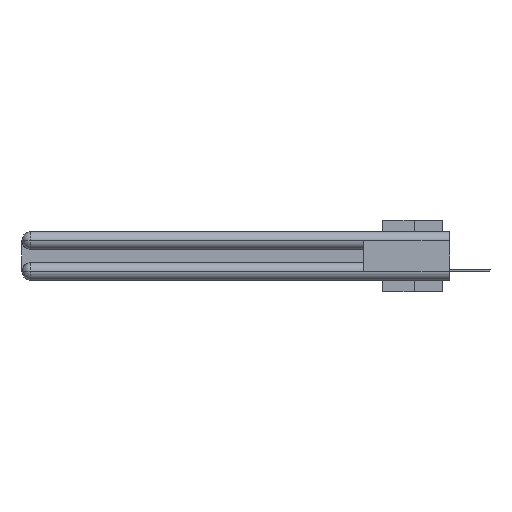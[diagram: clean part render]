
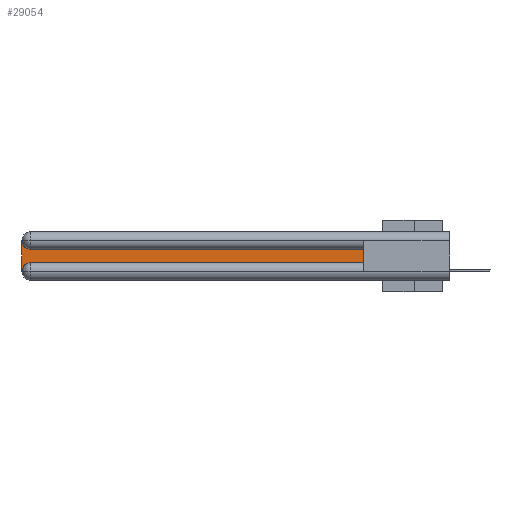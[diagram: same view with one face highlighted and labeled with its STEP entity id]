
A CAD part, left-side view. The second image highlights one B-rep face of the part: STEP entity #29054.
In plain terms, the highlighted planar face has unit normal (-1, 0, 0).
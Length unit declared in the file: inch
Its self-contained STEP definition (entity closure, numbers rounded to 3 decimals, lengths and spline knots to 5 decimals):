
#223 = VECTOR ( 'NONE', #23699, 39.37008 ) ;
#1487 = ORIENTED_EDGE ( 'NONE', *, *, #23683, .T. ) ;
#1852 = EDGE_CURVE ( 'NONE', #2299, #21089, #5971, .T. ) ;
#2299 = VERTEX_POINT ( 'NONE', #32107 ) ;
#3057 = AXIS2_PLACEMENT_3D ( 'NONE', #35850, #32784, #13256 ) ;
#3390 = CARTESIAN_POINT ( 'NONE',  ( 0.075, 3., -0.2175 ) ) ;
#4185 = LINE ( 'NONE', #3390, #223 ) ;
#4802 = DIRECTION ( 'NONE',  ( 1., 0., 0. ) ) ;
#4907 = AXIS2_PLACEMENT_3D ( 'NONE', #35300, #6889, #32226 ) ;
#5971 = LINE ( 'NONE', #7884, #30667 ) ;
#6196 = EDGE_CURVE ( 'NONE', #30023, #2299, #24168, .T. ) ;
#6889 = DIRECTION ( 'NONE',  ( 1., 0., 0. ) ) ;
#7132 = AXIS2_PLACEMENT_3D ( 'NONE', #18958, #4802, #24209 ) ;
#7149 = CARTESIAN_POINT ( 'NONE',  ( 0.075, 2.94, -0.1225 ) ) ;
#7622 = CARTESIAN_POINT ( 'NONE',  ( 0.075, 0.6, -0.2175 ) ) ;
#7884 = CARTESIAN_POINT ( 'NONE',  ( 0.075, 0.6, -0.2175 ) ) ;
#9197 = CARTESIAN_POINT ( 'NONE',  ( 0.075, 0.6, -0.1225 ) ) ;
#9572 = CARTESIAN_POINT ( 'NONE',  ( 0.075, 0.6, -0.1225 ) ) ;
#9966 = VECTOR ( 'NONE', #20720, 39.37008 ) ;
#10473 = DIRECTION ( 'NONE',  ( 0., -1., 0. ) ) ;
#10480 = VERTEX_POINT ( 'NONE', #7149 ) ;
#13117 = PLANE ( 'NONE',  #3057 ) ;
#13256 = DIRECTION ( 'NONE',  ( 0., 0., -1. ) ) ;
#14651 = ORIENTED_EDGE ( 'NONE', *, *, #33611, .T. ) ;
#14826 = CARTESIAN_POINT ( 'NONE',  ( 0.075, 3., -0.2775 ) ) ;
#16143 = ORIENTED_EDGE ( 'NONE', *, *, #1852, .T. ) ;
#16316 = VECTOR ( 'NONE', #10473, 39.37008 ) ;
#16470 = FACE_OUTER_BOUND ( 'NONE', #25333, .T. ) ;
#18958 = CARTESIAN_POINT ( 'NONE',  ( 0.075, 2.94, -0.2775 ) ) ;
#19815 = ORIENTED_EDGE ( 'NONE', *, *, #24866, .T. ) ;
#20720 = DIRECTION ( 'NONE',  ( 0., 1., 0. ) ) ;
#21089 = VERTEX_POINT ( 'NONE', #9572 ) ;
#21353 = VERTEX_POINT ( 'NONE', #14826 ) ;
#22473 = EDGE_CURVE ( 'NONE', #10480, #29302, #29316, .T. ) ;
#23132 = CARTESIAN_POINT ( 'NONE',  ( 0.075, 3., -0.0625 ) ) ;
#23683 = EDGE_CURVE ( 'NONE', #21089, #10480, #27968, .T. ) ;
#23699 = DIRECTION ( 'NONE',  ( 0., 0., -1. ) ) ;
#24168 = LINE ( 'NONE', #7622, #16316 ) ;
#24209 = DIRECTION ( 'NONE',  ( 0., 0., -1. ) ) ;
#24866 = EDGE_CURVE ( 'NONE', #21353, #30023, #25649, .T. ) ;
#25333 = EDGE_LOOP ( 'NONE', ( #1487, #36146, #14651, #19815, #30952, #16143 ) ) ;
#25649 = CIRCLE ( 'NONE', #7132, 0.06 ) ;
#25900 = CARTESIAN_POINT ( 'NONE',  ( 0.075, 2.94, -0.2175 ) ) ;
#27968 = LINE ( 'NONE', #9197, #9966 ) ;
#29054 = ADVANCED_FACE ( 'NONE', ( #16470 ), #13117, .F. ) ;
#29302 = VERTEX_POINT ( 'NONE', #23132 ) ;
#29316 = CIRCLE ( 'NONE', #4907, 0.06 ) ;
#30023 = VERTEX_POINT ( 'NONE', #25900 ) ;
#30667 = VECTOR ( 'NONE', #36365, 39.37008 ) ;
#30952 = ORIENTED_EDGE ( 'NONE', *, *, #6196, .T. ) ;
#32107 = CARTESIAN_POINT ( 'NONE',  ( 0.075, 0.6, -0.2175 ) ) ;
#32226 = DIRECTION ( 'NONE',  ( 0., 0., -1. ) ) ;
#32784 = DIRECTION ( 'NONE',  ( 1., 0., 0. ) ) ;
#33611 = EDGE_CURVE ( 'NONE', #29302, #21353, #4185, .T. ) ;
#35300 = CARTESIAN_POINT ( 'NONE',  ( 0.075, 2.94, -0.0625 ) ) ;
#35850 = CARTESIAN_POINT ( 'NONE',  ( 0.075, 3., -0.1225 ) ) ;
#36146 = ORIENTED_EDGE ( 'NONE', *, *, #22473, .T. ) ;
#36365 = DIRECTION ( 'NONE',  ( 0., 0., 1. ) ) ;
